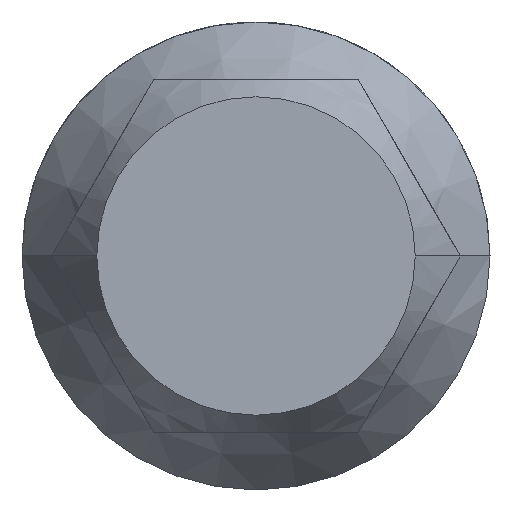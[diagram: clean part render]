
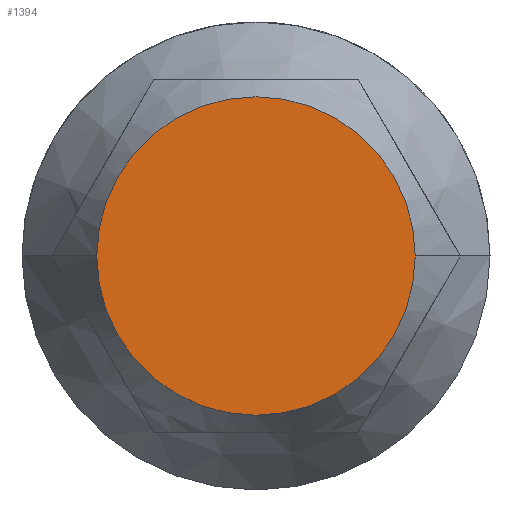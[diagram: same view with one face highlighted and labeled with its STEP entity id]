
A CAD part, front view. The second image highlights one B-rep face of the part: STEP entity #1394.
In plain terms, the highlighted planar face has unit normal (0, -1, 0).
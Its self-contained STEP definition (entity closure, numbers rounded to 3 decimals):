
#187 = DIRECTION ( 'NONE',  ( 0., -1., 0. ) ) ;
#598 = AXIS2_PLACEMENT_3D ( 'NONE', #1726, #3394, #2369 ) ;
#603 = CARTESIAN_POINT ( 'NONE',  ( 0., 0., 0. ) ) ;
#848 = CARTESIAN_POINT ( 'NONE',  ( 0., 0., 6.35 ) ) ;
#926 = DIRECTION ( 'NONE',  ( -1., 0., 0. ) ) ;
#961 = AXIS2_PLACEMENT_3D ( 'NONE', #603, #1270, #3978 ) ;
#985 = VERTEX_POINT ( 'NONE', #3523 ) ;
#1062 = AXIS2_PLACEMENT_3D ( 'NONE', #848, #187, #926 ) ;
#1270 = DIRECTION ( 'NONE',  ( 0., -1., 0. ) ) ;
#1394 = ADVANCED_FACE ( 'Defeature ausgef�hrt1_39', ( #3014 ), #2216, .T. ) ;
#1726 = CARTESIAN_POINT ( 'NONE',  ( 0., 0., 0. ) ) ;
#2216 = PLANE ( 'NONE',  #1062 ) ;
#2369 = DIRECTION ( 'NONE',  ( -1., 0., 0. ) ) ;
#2610 = ORIENTED_EDGE ( 'NONE', *, *, #3846, .T. ) ;
#2877 = EDGE_LOOP ( 'NONE', ( #3642, #2610 ) ) ;
#3014 = FACE_OUTER_BOUND ( 'NONE', #2877, .T. ) ;
#3169 = VERTEX_POINT ( 'NONE', #3619 ) ;
#3206 = EDGE_CURVE ( 'Defeature ausgef�hrt1_39+Defeature ausgef�hrt1_38+Defeature ausgef�hrt1_38+Defeature ausgef�hrt1_38', #985, #3169, #3551, .T. ) ;
#3394 = DIRECTION ( 'NONE',  ( 0., -1., 0. ) ) ;
#3523 = CARTESIAN_POINT ( 'NONE',  ( 2.858, 0., 0. ) ) ;
#3551 = CIRCLE ( 'NONE', #961, 2.858 ) ;
#3619 = CARTESIAN_POINT ( 'NONE',  ( -2.858, 0., 0. ) ) ;
#3642 = ORIENTED_EDGE ( 'NONE', *, *, #3206, .T. ) ;
#3699 = CIRCLE ( 'NONE', #598, 2.858 ) ;
#3846 = EDGE_CURVE ( 'Defeature ausgef�hrt1_39+Defeature ausgef�hrt1_38+Defeature ausgef�hrt1_38+Defeature ausgef�hrt1_38', #3169, #985, #3699, .T. ) ;
#3978 = DIRECTION ( 'NONE',  ( -1., 0., 0. ) ) ;
